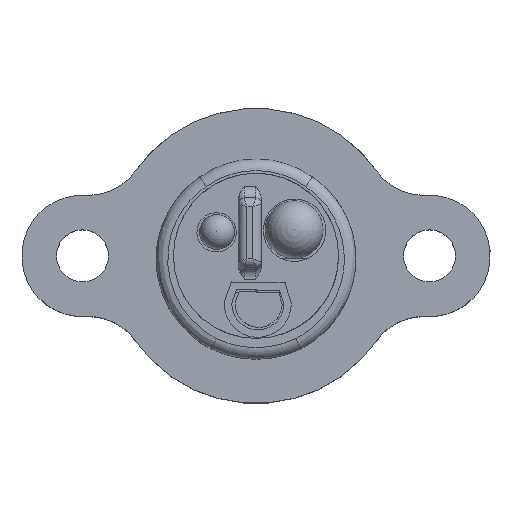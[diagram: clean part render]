
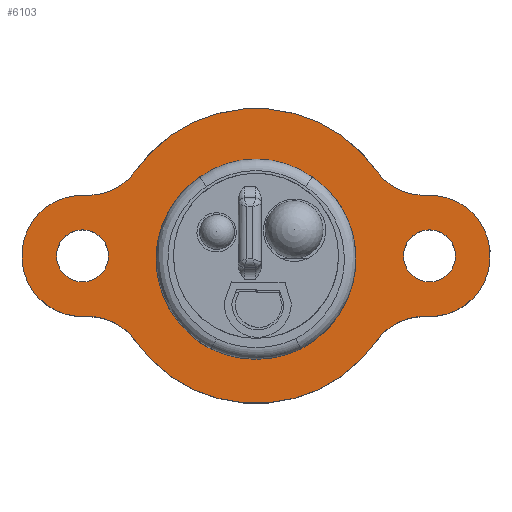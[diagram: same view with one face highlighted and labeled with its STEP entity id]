
A CAD part, top view. The second image highlights one B-rep face of the part: STEP entity #6103.
In plain terms, the highlighted planar face has unit normal (0, 0, 1).
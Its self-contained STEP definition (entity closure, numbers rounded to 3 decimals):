
#272=B_SPLINE_CURVE_WITH_KNOTS('',3,(#12772,#12773,#12774,#12775,#12776,
#12777,#12778,#12779,#12780,#12781,#12782,#12783,#12784,#12785,#12786,#12787,
#12788,#12789,#12790),.UNSPECIFIED.,.F.,.F.,(4,3,3,3,3,3,4),(-1.799,
-1.569,-1.34,-0.999,-0.662,
-0.329,0.),.UNSPECIFIED.);
#273=B_SPLINE_CURVE_WITH_KNOTS('',3,(#12836,#12837,#12838,#12839,#12840,
#12841,#12842,#12843,#12844,#12845,#12846,#12847,#12848,#12849,#12850,#12851,
#12852,#12853,#12854),.UNSPECIFIED.,.F.,.F.,(4,3,3,3,3,3,4),(-1.802,
-1.584,-1.364,-1.029,-0.69,
-0.347,0.),.UNSPECIFIED.);
#345=FACE_BOUND('',#1125,.T.);
#346=FACE_BOUND('',#1126,.T.);
#347=FACE_BOUND('',#1127,.T.);
#433=CIRCLE('',#6521,12.75);
#449=CIRCLE('',#6542,8.37);
#452=CIRCLE('',#6548,2.25);
#455=CIRCLE('',#6553,2.25);
#456=CIRCLE('',#6555,5.);
#457=CIRCLE('',#6557,5.25);
#458=CIRCLE('',#6559,5.);
#459=CIRCLE('',#6561,5.25);
#460=CIRCLE('',#6563,5.);
#461=CIRCLE('',#6565,5.);
#462=CIRCLE('',#6567,12.75);
#463=CIRCLE('',#6568,8.942);
#780=FACE_OUTER_BOUND('',#1124,.T.);
#1124=EDGE_LOOP('',(#5231,#5232,#5233,#5234,#5235,#5236,#5237,#5238));
#1125=EDGE_LOOP('',(#5239));
#1126=EDGE_LOOP('',(#5240,#5241,#5242,#5243));
#1127=EDGE_LOOP('',(#5244));
#2822=VERTEX_POINT('',#12336);
#2823=VERTEX_POINT('',#12338);
#2841=VERTEX_POINT('',#12581);
#2842=VERTEX_POINT('',#12583);
#2843=VERTEX_POINT('',#12770);
#2845=VERTEX_POINT('',#12797);
#2847=VERTEX_POINT('',#12805);
#2848=VERTEX_POINT('',#12809);
#2849=VERTEX_POINT('',#12810);
#2850=VERTEX_POINT('',#12815);
#2851=VERTEX_POINT('',#12819);
#2852=VERTEX_POINT('',#12821);
#2853=VERTEX_POINT('',#12825);
#2854=VERTEX_POINT('',#12834);
#3620=EDGE_CURVE('',#2822,#2823,#433,.T.);
#3646=EDGE_CURVE('',#2841,#2842,#449,.T.);
#3649=EDGE_CURVE('',#2843,#2841,#272,.T.);
#3652=EDGE_CURVE('',#2845,#2845,#452,.T.);
#3656=EDGE_CURVE('',#2847,#2847,#455,.T.);
#3658=EDGE_CURVE('',#2848,#2849,#456,.T.);
#3661=EDGE_CURVE('',#2850,#2849,#457,.T.);
#3664=EDGE_CURVE('',#2851,#2852,#458,.T.);
#3667=EDGE_CURVE('',#2851,#2853,#459,.T.);
#3668=EDGE_CURVE('',#2850,#2822,#460,.T.);
#3669=EDGE_CURVE('',#2823,#2853,#461,.T.);
#3670=EDGE_CURVE('',#2852,#2848,#462,.T.);
#3671=EDGE_CURVE('',#2854,#2843,#463,.T.);
#3672=EDGE_CURVE('',#2842,#2854,#273,.T.);
#5231=ORIENTED_EDGE('',*,*,#3661,.T.);
#5232=ORIENTED_EDGE('',*,*,#3658,.F.);
#5233=ORIENTED_EDGE('',*,*,#3670,.F.);
#5234=ORIENTED_EDGE('',*,*,#3664,.F.);
#5235=ORIENTED_EDGE('',*,*,#3667,.T.);
#5236=ORIENTED_EDGE('',*,*,#3669,.F.);
#5237=ORIENTED_EDGE('',*,*,#3620,.F.);
#5238=ORIENTED_EDGE('',*,*,#3668,.F.);
#5239=ORIENTED_EDGE('',*,*,#3652,.T.);
#5240=ORIENTED_EDGE('',*,*,#3671,.F.);
#5241=ORIENTED_EDGE('',*,*,#3672,.F.);
#5242=ORIENTED_EDGE('',*,*,#3646,.F.);
#5243=ORIENTED_EDGE('',*,*,#3649,.F.);
#5244=ORIENTED_EDGE('',*,*,#3656,.T.);
#5623=PLANE('',#6566);
#6103=ADVANCED_FACE('',(#780,#345,#346,#347),#5623,.T.);
#6521=AXIS2_PLACEMENT_3D('',#12339,#7800,#7801);
#6542=AXIS2_PLACEMENT_3D('',#12584,#7844,#7845);
#6548=AXIS2_PLACEMENT_3D('',#12798,#7858,#7859);
#6553=AXIS2_PLACEMENT_3D('',#12806,#7869,#7870);
#6555=AXIS2_PLACEMENT_3D('',#12811,#7874,#7875);
#6557=AXIS2_PLACEMENT_3D('',#12816,#7880,#7881);
#6559=AXIS2_PLACEMENT_3D('',#12822,#7886,#7887);
#6561=AXIS2_PLACEMENT_3D('',#12827,#7892,#7893);
#6563=AXIS2_PLACEMENT_3D('',#12829,#7896,#7897);
#6565=AXIS2_PLACEMENT_3D('',#12831,#7900,#7901);
#6566=AXIS2_PLACEMENT_3D('',#12832,#7902,#7903);
#6567=AXIS2_PLACEMENT_3D('',#12833,#7904,#7905);
#6568=AXIS2_PLACEMENT_3D('',#12835,#7906,#7907);
#7800=DIRECTION('center_axis',(0.,0.,
-1.));
#7801=DIRECTION('ref_axis',(-1.,0.,0.));
#7844=DIRECTION('center_axis',(0.,0.,
1.));
#7845=DIRECTION('ref_axis',(0.581,0.814,0.));
#7858=DIRECTION('center_axis',(0.,0.,-1.));
#7859=DIRECTION('ref_axis',(-1.,0.,0.));
#7869=DIRECTION('center_axis',(0.,0.,-1.));
#7870=DIRECTION('ref_axis',(-1.,0.,0.));
#7874=DIRECTION('center_axis',(0.,0.,
1.));
#7875=DIRECTION('ref_axis',(0.438,0.899,0.));
#7880=DIRECTION('center_axis',(0.,0.,1.));
#7881=DIRECTION('ref_axis',(-1.,0.,0.));
#7886=DIRECTION('center_axis',(0.,0.,
1.));
#7887=DIRECTION('ref_axis',(-0.438,0.899,0.));
#7892=DIRECTION('center_axis',(0.,0.,1.));
#7893=DIRECTION('ref_axis',(-1.,0.,0.));
#7896=DIRECTION('center_axis',(0.,0.,
1.));
#7897=DIRECTION('ref_axis',(0.438,-0.899,0.));
#7900=DIRECTION('center_axis',(0.,0.,
1.));
#7901=DIRECTION('ref_axis',(-0.438,-0.899,0.));
#7902=DIRECTION('center_axis',(0.,0.,
1.));
#7903=DIRECTION('ref_axis',(1.,0.,0.));
#7904=DIRECTION('center_axis',(0.,0.,
-1.));
#7905=DIRECTION('ref_axis',(-1.,0.,0.));
#7906=DIRECTION('center_axis',(0.,0.,
1.));
#7907=DIRECTION('ref_axis',(-0.434,-0.901,0.));
#12336=CARTESIAN_POINT('',(74.381,77.091,13.324));
#12338=CARTESIAN_POINT('',(95.212,77.091,13.324));
#12339=CARTESIAN_POINT('Origin',(84.797,69.737,13.324));
#12581=CARTESIAN_POINT('',(89.657,76.552,13.324));
#12583=CARTESIAN_POINT('',(79.937,76.552,13.324));
#12584=CARTESIAN_POINT('Origin',(84.797,69.737,13.324));
#12770=CARTESIAN_POINT('',(88.678,61.681,13.324));
#12772=CARTESIAN_POINT('Ctrl Pts',(88.678,61.681,13.324));
#12773=CARTESIAN_POINT('Ctrl Pts',(89.36,62.036,13.324));
#12774=CARTESIAN_POINT('Ctrl Pts',(89.994,62.477,13.324));
#12775=CARTESIAN_POINT('Ctrl Pts',(90.562,62.995,13.324));
#12776=CARTESIAN_POINT('Ctrl Pts',(91.126,63.509,13.324));
#12777=CARTESIAN_POINT('Ctrl Pts',(91.622,64.093,13.324));
#12778=CARTESIAN_POINT('Ctrl Pts',(92.036,64.734,13.324));
#12779=CARTESIAN_POINT('Ctrl Pts',(92.653,65.69,13.324));
#12780=CARTESIAN_POINT('Ctrl Pts',(93.079,66.757,13.324));
#12781=CARTESIAN_POINT('Ctrl Pts',(93.287,67.876,13.324));
#12782=CARTESIAN_POINT('Ctrl Pts',(93.493,68.982,13.324));
#12783=CARTESIAN_POINT('Ctrl Pts',(93.482,70.117,13.324));
#12784=CARTESIAN_POINT('Ctrl Pts',(93.253,71.217,13.324));
#12785=CARTESIAN_POINT('Ctrl Pts',(93.026,72.304,13.324));
#12786=CARTESIAN_POINT('Ctrl Pts',(92.591,73.337,13.324));
#12787=CARTESIAN_POINT('Ctrl Pts',(91.969,74.257,13.324));
#12788=CARTESIAN_POINT('Ctrl Pts',(91.354,75.165,13.324));
#12789=CARTESIAN_POINT('Ctrl Pts',(90.57,75.945,13.324));
#12790=CARTESIAN_POINT('Ctrl Pts',(89.657,76.552,13.324));
#12797=CARTESIAN_POINT('',(72.047,69.737,13.324));
#12798=CARTESIAN_POINT('Origin',(69.797,69.737,13.324));
#12805=CARTESIAN_POINT('',(102.047,69.737,13.324));
#12806=CARTESIAN_POINT('Origin',(99.797,69.737,13.324));
#12809=CARTESIAN_POINT('',(74.381,62.383,13.324));
#12810=CARTESIAN_POINT('',(70.053,64.493,13.324));
#12811=CARTESIAN_POINT('Origin',(70.297,59.499,13.324));
#12815=CARTESIAN_POINT('',(70.053,74.98,13.324));
#12816=CARTESIAN_POINT('Origin',(69.797,69.737,13.324));
#12819=CARTESIAN_POINT('',(99.541,64.493,13.324));
#12821=CARTESIAN_POINT('',(95.212,62.383,13.324));
#12822=CARTESIAN_POINT('Origin',(99.297,59.499,13.324));
#12825=CARTESIAN_POINT('',(99.541,74.98,13.324));
#12827=CARTESIAN_POINT('Origin',(99.797,69.737,13.324));
#12829=CARTESIAN_POINT('Origin',(70.297,79.974,13.324));
#12831=CARTESIAN_POINT('Origin',(99.297,79.974,13.324));
#12832=CARTESIAN_POINT('Origin',(84.797,69.737,13.324));
#12833=CARTESIAN_POINT('Origin',(84.797,69.737,13.324));
#12834=CARTESIAN_POINT('',(80.916,61.681,13.324));
#12835=CARTESIAN_POINT('Origin',(84.797,69.737,13.324));
#12836=CARTESIAN_POINT('Ctrl Pts',(79.937,76.552,13.324));
#12837=CARTESIAN_POINT('Ctrl Pts',(79.332,76.15,13.324));
#12838=CARTESIAN_POINT('Ctrl Pts',(78.783,75.672,13.324));
#12839=CARTESIAN_POINT('Ctrl Pts',(78.301,75.129,13.324));
#12840=CARTESIAN_POINT('Ctrl Pts',(77.816,74.581,13.324));
#12841=CARTESIAN_POINT('Ctrl Pts',(77.403,73.972,13.324));
#12842=CARTESIAN_POINT('Ctrl Pts',(77.074,73.319,13.324));
#12843=CARTESIAN_POINT('Ctrl Pts',(76.572,72.323,13.324));
#12844=CARTESIAN_POINT('Ctrl Pts',(76.271,71.239,13.324));
#12845=CARTESIAN_POINT('Ctrl Pts',(76.185,70.127,13.324));
#12846=CARTESIAN_POINT('Ctrl Pts',(76.098,69.001,13.324));
#12847=CARTESIAN_POINT('Ctrl Pts',(76.233,67.87,13.324));
#12848=CARTESIAN_POINT('Ctrl Pts',(76.58,66.795,13.324));
#12849=CARTESIAN_POINT('Ctrl Pts',(76.931,65.708,13.324));
#12850=CARTESIAN_POINT('Ctrl Pts',(77.492,64.7,13.324));
#12851=CARTESIAN_POINT('Ctrl Pts',(78.23,63.827,13.324));
#12852=CARTESIAN_POINT('Ctrl Pts',(78.976,62.943,13.324));
#12853=CARTESIAN_POINT('Ctrl Pts',(79.889,62.215,13.324));
#12854=CARTESIAN_POINT('Ctrl Pts',(80.916,61.681,13.324));
